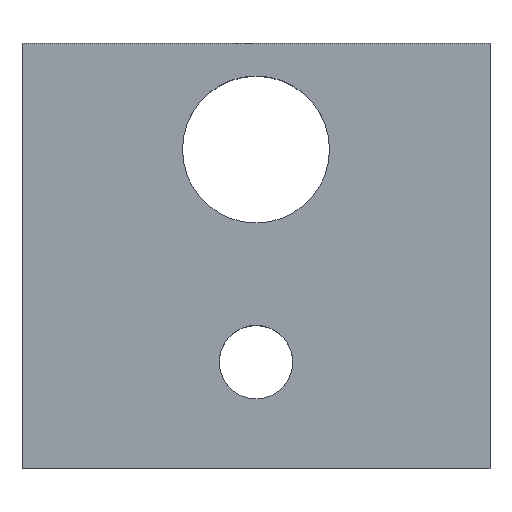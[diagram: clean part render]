
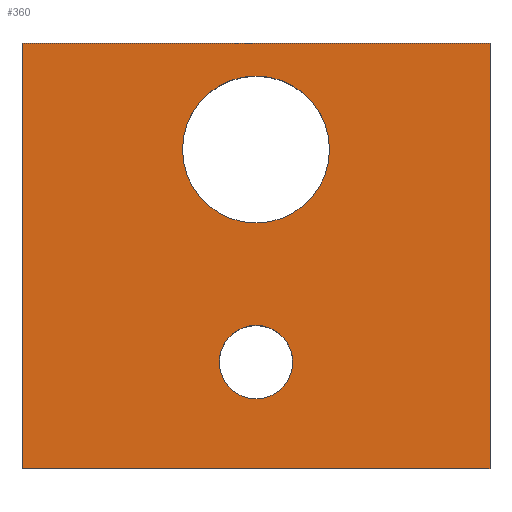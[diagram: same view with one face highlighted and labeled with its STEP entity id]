
A CAD part, top view. The second image highlights one B-rep face of the part: STEP entity #360.
In plain terms, the highlighted planar face has unit normal (0, 0, 1).
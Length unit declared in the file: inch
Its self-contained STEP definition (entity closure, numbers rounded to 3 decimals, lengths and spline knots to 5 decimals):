
#1 = EDGE_CURVE ( 'NONE', #309, #331, #97, .T. ) ;
#2 = EDGE_CURVE ( 'NONE', #325, #309, #153, .T. ) ;
#6 = EDGE_CURVE ( 'NONE', #311, #324, #220, .T. ) ;
#8 = AXIS2_PLACEMENT_3D ( 'NONE', #432, #371, #447 ) ;
#13 = EDGE_CURVE ( 'NONE', #332, #329, #178, .T. ) ;
#37 = AXIS2_PLACEMENT_3D ( 'NONE', #437, #445, #438 ) ;
#39 = EDGE_CURVE ( 'NONE', #331, #308, #148, .T. ) ;
#43 = AXIS2_PLACEMENT_3D ( 'NONE', #398, #448, #422 ) ;
#46 = AXIS2_PLACEMENT_3D ( 'NONE', #435, #495, #491 ) ;
#53 = AXIS2_PLACEMENT_3D ( 'NONE', #393, #383, #475 ) ;
#60 = EDGE_CURVE ( 'NONE', #329, #332, #207, .T. ) ;
#61 = EDGE_CURVE ( 'NONE', #308, #325, #209, .T. ) ;
#64 = EDGE_CURVE ( 'NONE', #324, #311, #171, .T. ) ;
#75 = VECTOR ( 'NONE', #452, 39.37008 ) ;
#81 = FACE_BOUND ( 'NONE', #242, .T. ) ;
#97 = LINE ( 'NONE', #314, #232 ) ;
#131 = FACE_BOUND ( 'NONE', #279, .T. ) ;
#143 = VECTOR ( 'NONE', #320, 39.37008 ) ;
#148 = LINE ( 'NONE', #385, #75 ) ;
#153 = LINE ( 'NONE', #313, #143 ) ;
#171 = CIRCLE ( 'NONE', #46, 0.136 ) ;
#178 = CIRCLE ( 'NONE', #53, 0.068 ) ;
#181 = FACE_OUTER_BOUND ( 'NONE', #244, .T. ) ;
#207 = CIRCLE ( 'NONE', #43, 0.068 ) ;
#208 = VECTOR ( 'NONE', #442, 39.37008 ) ;
#209 = LINE ( 'NONE', #434, #208 ) ;
#220 = CIRCLE ( 'NONE', #8, 0.136 ) ;
#232 = VECTOR ( 'NONE', #315, 39.37008 ) ;
#241 = ORIENTED_EDGE ( 'NONE', *, *, #2, .T. ) ;
#242 = EDGE_LOOP ( 'NONE', ( #262, #288 ) ) ;
#244 = EDGE_LOOP ( 'NONE', ( #241, #258, #290, #255 ) ) ;
#245 = ORIENTED_EDGE ( 'NONE', *, *, #6, .F. ) ;
#255 = ORIENTED_EDGE ( 'NONE', *, *, #61, .T. ) ;
#258 = ORIENTED_EDGE ( 'NONE', *, *, #1, .T. ) ;
#260 = ORIENTED_EDGE ( 'NONE', *, *, #64, .F. ) ;
#262 = ORIENTED_EDGE ( 'NONE', *, *, #13, .F. ) ;
#279 = EDGE_LOOP ( 'NONE', ( #245, #260 ) ) ;
#288 = ORIENTED_EDGE ( 'NONE', *, *, #60, .F. ) ;
#290 = ORIENTED_EDGE ( 'NONE', *, *, #39, .T. ) ;
#308 = VERTEX_POINT ( 'NONE', #513 ) ;
#309 = VERTEX_POINT ( 'NONE', #429 ) ;
#311 = VERTEX_POINT ( 'NONE', #381 ) ;
#313 = CARTESIAN_POINT ( 'NONE',  ( -0.43307, 0.7874, 0. ) ) ;
#314 = CARTESIAN_POINT ( 'NONE',  ( -0.43307, 0., 0. ) ) ;
#315 = DIRECTION ( 'NONE',  ( 1., 0., 0. ) ) ;
#320 = DIRECTION ( 'NONE',  ( 0., -1., 0. ) ) ;
#324 = VERTEX_POINT ( 'NONE', #410 ) ;
#325 = VERTEX_POINT ( 'NONE', #412 ) ;
#329 = VERTEX_POINT ( 'NONE', #487 ) ;
#331 = VERTEX_POINT ( 'NONE', #449 ) ;
#332 = VERTEX_POINT ( 'NONE', #423 ) ;
#360 = ADVANCED_FACE ( 'NONE', ( #81, #131, #181 ), #430, .T. ) ;
#371 = DIRECTION ( 'NONE',  ( 0., 0., 1. ) ) ;
#381 = CARTESIAN_POINT ( 'NONE',  ( 0.136, 0.59055, 0. ) ) ;
#383 = DIRECTION ( 'NONE',  ( 0., 0., 1. ) ) ;
#385 = CARTESIAN_POINT ( 'NONE',  ( 0.43307, 0.7874, 0. ) ) ;
#393 = CARTESIAN_POINT ( 'NONE',  ( 0., 0.197, 0. ) ) ;
#398 = CARTESIAN_POINT ( 'NONE',  ( 0., 0.197, 0. ) ) ;
#410 = CARTESIAN_POINT ( 'NONE',  ( -0.136, 0.59055, 0. ) ) ;
#412 = CARTESIAN_POINT ( 'NONE',  ( -0.43307, 0.7874, 0. ) ) ;
#422 = DIRECTION ( 'NONE',  ( 1., 0., 0. ) ) ;
#423 = CARTESIAN_POINT ( 'NONE',  ( 0.068, 0.197, 0. ) ) ;
#429 = CARTESIAN_POINT ( 'NONE',  ( -0.43307, 0., 0. ) ) ;
#430 = PLANE ( 'NONE',  #37 ) ;
#432 = CARTESIAN_POINT ( 'NONE',  ( 0., 0.59055, 0. ) ) ;
#434 = CARTESIAN_POINT ( 'NONE',  ( -0.43307, 0.7874, 0. ) ) ;
#435 = CARTESIAN_POINT ( 'NONE',  ( 0., 0.59055, 0. ) ) ;
#437 = CARTESIAN_POINT ( 'NONE',  ( -0.43307, 0.7874, 0. ) ) ;
#438 = DIRECTION ( 'NONE',  ( 1., 0., 0. ) ) ;
#442 = DIRECTION ( 'NONE',  ( -1., 0., 0. ) ) ;
#445 = DIRECTION ( 'NONE',  ( 0., 0., 1. ) ) ;
#447 = DIRECTION ( 'NONE',  ( 1., 0., 0. ) ) ;
#448 = DIRECTION ( 'NONE',  ( 0., 0., 1. ) ) ;
#449 = CARTESIAN_POINT ( 'NONE',  ( 0.43307, 0., 0. ) ) ;
#452 = DIRECTION ( 'NONE',  ( 0., 1., 0. ) ) ;
#475 = DIRECTION ( 'NONE',  ( 1., 0., 0. ) ) ;
#487 = CARTESIAN_POINT ( 'NONE',  ( -0.068, 0.197, 0. ) ) ;
#491 = DIRECTION ( 'NONE',  ( 1., 0., 0. ) ) ;
#495 = DIRECTION ( 'NONE',  ( 0., 0., 1. ) ) ;
#513 = CARTESIAN_POINT ( 'NONE',  ( 0.43307, 0.7874, 0. ) ) ;
